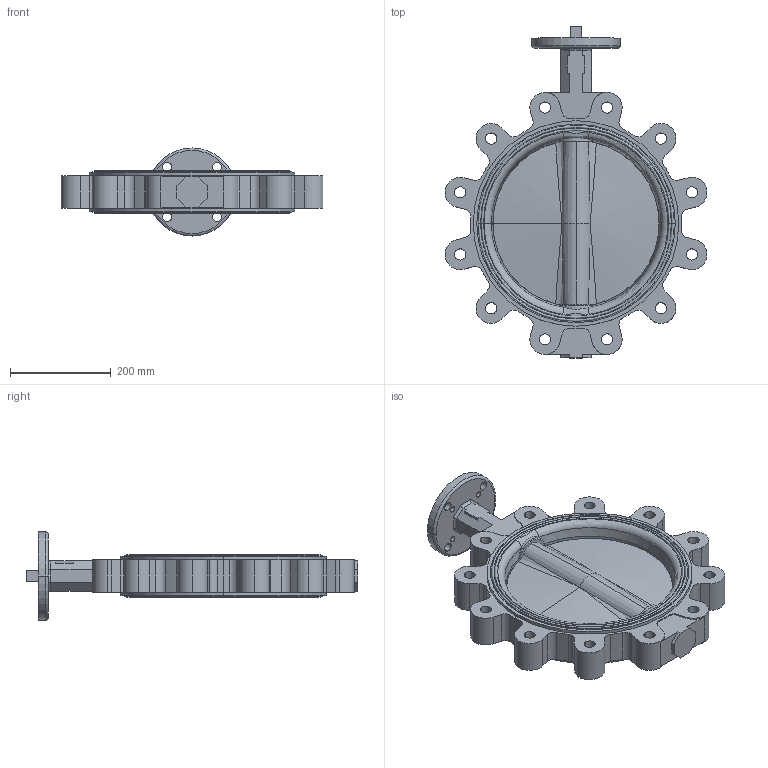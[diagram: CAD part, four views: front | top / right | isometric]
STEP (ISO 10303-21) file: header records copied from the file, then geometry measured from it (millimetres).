
FILE_DESCRIPTION (( 'STEP AP214' ), '1' );
FILE_NAME ('NS-1400-LUG.step', '2019-03-07T20:57:48', ( '' ), ( '' ), 'SwSTEP 2.0', 'SolidWorks 2019', '' );
FILE_SCHEMA (( 'AUTOMOTIVE_DESIGN' ));
Length unit declared in the file: inch
Products named in the file (1): NS-1400-LUG
Bounding box: 519.96 x 658.88 x 175 mm (x, y, z)
Surface area: 786389.3 mm2 (no closed solid volume)
Topology: 0 solids, 6 shells, 294 faces, 857 edges, 567 vertices
Faces by surface type: cylinder 143, plane 75, torus 28, bspline 24, cone 24
Entity records: 20646 total; most frequent: CARTESIAN_POINT 8978, DIRECTION 1669, ORIENTED_EDGE 1606, EDGE_CURVE 857, AXIS2_PLACEMENT_3D 671, VERTEX_POINT 567, CIRCLE 400, EDGE_LOOP 350
